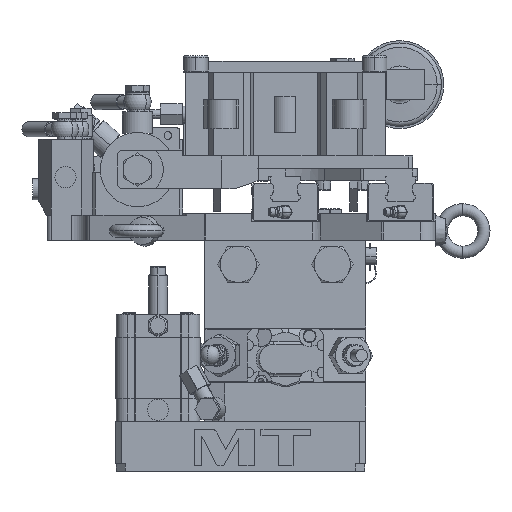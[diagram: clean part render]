
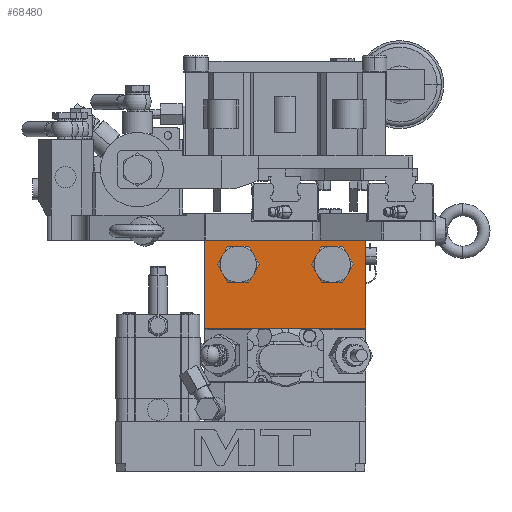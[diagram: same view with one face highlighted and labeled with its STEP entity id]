
A CAD part, left-side view. The second image highlights one B-rep face of the part: STEP entity #68480.
In plain terms, the highlighted planar face has unit normal (-1, 0, 0).
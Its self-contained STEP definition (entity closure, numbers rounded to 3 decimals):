
#21709=DIRECTION('',(0.,-1.,0.));
#21710=VECTOR('',#21709,106.);
#21711=CARTESIAN_POINT('',(-64.,53.,13.));
#21712=LINE('',#21711,#21710);
#21713=DIRECTION('',(0.,0.,1.));
#21714=VECTOR('',#21713,58.);
#21715=CARTESIAN_POINT('',(-64.,53.,13.));
#21716=LINE('',#21715,#21714);
#21717=DIRECTION('',(0.,-1.,0.));
#21718=VECTOR('',#21717,106.);
#21719=CARTESIAN_POINT('',(-64.,53.,71.));
#21720=LINE('',#21719,#21718);
#21766=DIRECTION('',(0.,0.,1.));
#21767=VECTOR('',#21766,58.);
#21768=CARTESIAN_POINT('',(-64.,-53.,13.));
#21769=LINE('',#21768,#21767);
#29502=CARTESIAN_POINT('',(-64.,-31.,55.));
#29503=DIRECTION('',(1.,0.,0.));
#29504=DIRECTION('',(0.,0.,1.));
#29505=AXIS2_PLACEMENT_3D('',#29502,#29503,#29504);
#29522=CARTESIAN_POINT('',(-64.,-31.,55.));
#29523=DIRECTION('',(1.,0.,0.));
#29524=DIRECTION('',(0.,0.,-1.));
#29525=AXIS2_PLACEMENT_3D('',#29522,#29523,#29524);
#30072=CARTESIAN_POINT('',(-64.,31.,55.));
#30073=DIRECTION('',(1.,0.,0.));
#30074=DIRECTION('',(0.,0.,1.));
#30075=AXIS2_PLACEMENT_3D('',#30072,#30073,#30074);
#30092=CARTESIAN_POINT('',(-64.,31.,55.));
#30093=DIRECTION('',(1.,0.,0.));
#30094=DIRECTION('',(0.,0.,-1.));
#30095=AXIS2_PLACEMENT_3D('',#30092,#30093,#30094);
#40483=CARTESIAN_POINT('',(-64.,53.,13.));
#40484=CARTESIAN_POINT('',(-64.,-53.,13.));
#40485=VERTEX_POINT('',#40483);
#40486=VERTEX_POINT('',#40484);
#40672=CARTESIAN_POINT('',(-64.,31.,67.));
#40673=CARTESIAN_POINT('',(-64.,31.,43.));
#40674=VERTEX_POINT('',#40672);
#40675=VERTEX_POINT('',#40673);
#40676=CARTESIAN_POINT('',(-64.,-31.,67.));
#40677=CARTESIAN_POINT('',(-64.,-31.,43.));
#40678=VERTEX_POINT('',#40676);
#40679=VERTEX_POINT('',#40677);
#44869=CARTESIAN_POINT('',(-64.,53.,71.));
#44870=CARTESIAN_POINT('',(-64.,-53.,71.));
#44871=VERTEX_POINT('',#44869);
#44872=VERTEX_POINT('',#44870);
#68455=CARTESIAN_POINT('',(-64.,31.5,32.5));
#68456=DIRECTION('',(1.,0.,0.));
#68457=DIRECTION('',(0.,-1.,0.));
#68458=AXIS2_PLACEMENT_3D('',#68455,#68456,#68457);
#68459=PLANE('',#68458);
#68461=ORIENTED_EDGE('',*,*,#68460,.F.);
#68463=ORIENTED_EDGE('',*,*,#68462,.F.);
#68464=ORIENTED_EDGE('',*,*,#68422,.T.);
#68465=ORIENTED_EDGE('',*,*,#51231,.T.);
#68466=EDGE_LOOP('',(#68461,#68463,#68464,#68465));
#68467=FACE_OUTER_BOUND('',#68466,.F.);
#68469=ORIENTED_EDGE('',*,*,#68468,.F.);
#68471=ORIENTED_EDGE('',*,*,#68470,.F.);
#68472=EDGE_LOOP('',(#68469,#68471));
#68473=FACE_BOUND('',#68472,.F.);
#68475=ORIENTED_EDGE('',*,*,#68474,.F.);
#68477=ORIENTED_EDGE('',*,*,#68476,.F.);
#68478=EDGE_LOOP('',(#68475,#68477));
#68479=FACE_BOUND('',#68478,.F.);
#68480=ADVANCED_FACE('',(#68467,#68473,#68479),#68459,.F.);
#29506=CIRCLE('',#29505,12.);
#29526=CIRCLE('',#29525,12.);
#30076=CIRCLE('',#30075,12.);
#30096=CIRCLE('',#30095,12.);
#51231=EDGE_CURVE('',#44871,#44872,#21720,.T.);
#68422=EDGE_CURVE('',#40485,#44871,#21716,.T.);
#68460=EDGE_CURVE('',#40486,#44872,#21769,.T.);
#68462=EDGE_CURVE('',#40485,#40486,#21712,.T.);
#68468=EDGE_CURVE('',#40678,#40679,#29506,.T.);
#68470=EDGE_CURVE('',#40679,#40678,#29526,.T.);
#68474=EDGE_CURVE('',#40674,#40675,#30076,.T.);
#68476=EDGE_CURVE('',#40675,#40674,#30096,.T.);
